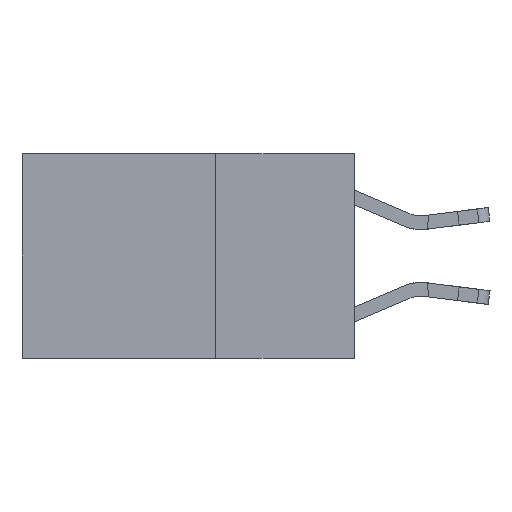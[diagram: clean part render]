
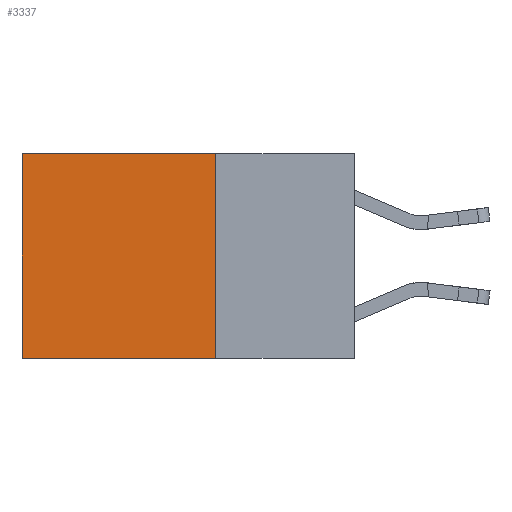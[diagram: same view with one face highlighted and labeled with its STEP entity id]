
A CAD part, left-side view. The second image highlights one B-rep face of the part: STEP entity #3337.
In plain terms, the highlighted planar face has unit normal (-1, 0, 0).
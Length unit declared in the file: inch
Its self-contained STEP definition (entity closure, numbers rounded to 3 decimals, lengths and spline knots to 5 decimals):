
#396 = EDGE_CURVE ( 'NONE', #880, #5149, #9098, .T. ) ;
#880 = VERTEX_POINT ( 'NONE', #3410 ) ;
#1142 = VERTEX_POINT ( 'NONE', #3959 ) ;
#1522 = CARTESIAN_POINT ( 'NONE',  ( 0.2625, 0.6, -0.37 ) ) ;
#2209 = CARTESIAN_POINT ( 'NONE',  ( 0.2625, 0.25, -0.37 ) ) ;
#3100 = ORIENTED_EDGE ( 'NONE', *, *, #7309, .T. ) ;
#3300 = LINE ( 'NONE', #10084, #13986 ) ;
#3337 = ADVANCED_FACE ( 'NONE', ( #11428 ), #12829, .F. ) ;
#3410 = CARTESIAN_POINT ( 'NONE',  ( 0.2625, 0.25, -0.37 ) ) ;
#3606 = DIRECTION ( 'NONE',  ( 0., 1., 0. ) ) ;
#3959 = CARTESIAN_POINT ( 'NONE',  ( 0.2625, 0.6, 0. ) ) ;
#4623 = VECTOR ( 'NONE', #10814, 39.37008 ) ;
#5149 = VERTEX_POINT ( 'NONE', #1522 ) ;
#5247 = ORIENTED_EDGE ( 'NONE', *, *, #15044, .T. ) ;
#5393 = VECTOR ( 'NONE', #9188, 39.37008 ) ;
#7099 = VERTEX_POINT ( 'NONE', #17023 ) ;
#7257 = DIRECTION ( 'NONE',  ( 0., 0., -1. ) ) ;
#7278 = CARTESIAN_POINT ( 'NONE',  ( 0.2625, 0.25, 0. ) ) ;
#7309 = EDGE_CURVE ( 'NONE', #7099, #1142, #14857, .T. ) ;
#8319 = VECTOR ( 'NONE', #3606, 39.37008 ) ;
#8332 = LINE ( 'NONE', #16317, #4623 ) ;
#8681 = DIRECTION ( 'NONE',  ( 0., 0., -1. ) ) ;
#9098 = LINE ( 'NONE', #2209, #5393 ) ;
#9188 = DIRECTION ( 'NONE',  ( 0., 1., 0. ) ) ;
#9435 = EDGE_LOOP ( 'NONE', ( #5247, #14235, #17268, #3100 ) ) ;
#9718 = AXIS2_PLACEMENT_3D ( 'NONE', #7278, #17022, #8681 ) ;
#10084 = CARTESIAN_POINT ( 'NONE',  ( 0.2625, 0.25, 0. ) ) ;
#10814 = DIRECTION ( 'NONE',  ( 0., 0., -1. ) ) ;
#11428 = FACE_OUTER_BOUND ( 'NONE', #9435, .T. ) ;
#11990 = CARTESIAN_POINT ( 'NONE',  ( 0.2625, 0.25, 0. ) ) ;
#12829 = PLANE ( 'NONE',  #9718 ) ;
#13986 = VECTOR ( 'NONE', #7257, 39.37008 ) ;
#14235 = ORIENTED_EDGE ( 'NONE', *, *, #396, .F. ) ;
#14857 = LINE ( 'NONE', #11990, #8319 ) ;
#15044 = EDGE_CURVE ( 'NONE', #1142, #5149, #8332, .T. ) ;
#16317 = CARTESIAN_POINT ( 'NONE',  ( 0.2625, 0.6, 0. ) ) ;
#17022 = DIRECTION ( 'NONE',  ( 1., 0., 0. ) ) ;
#17023 = CARTESIAN_POINT ( 'NONE',  ( 0.2625, 0.25, 0. ) ) ;
#17268 = ORIENTED_EDGE ( 'NONE', *, *, #17713, .F. ) ;
#17713 = EDGE_CURVE ( 'NONE', #7099, #880, #3300, .T. ) ;
